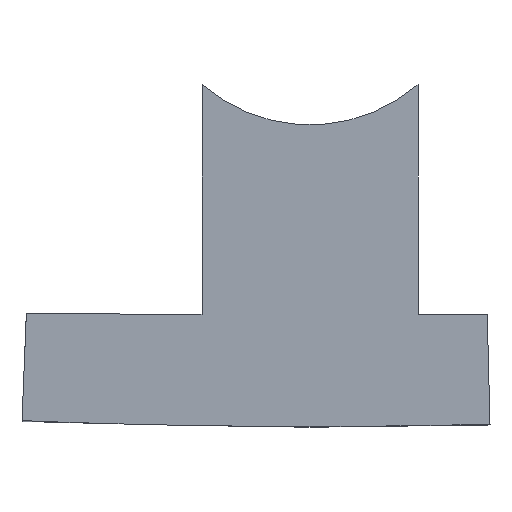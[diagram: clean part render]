
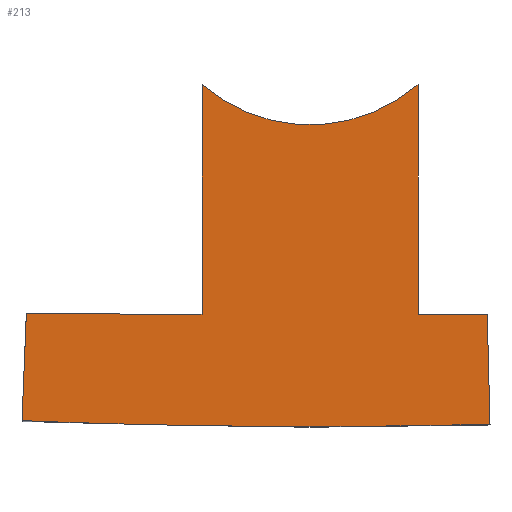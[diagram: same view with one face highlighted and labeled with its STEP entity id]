
A CAD part, left-side view. The second image highlights one B-rep face of the part: STEP entity #213.
In plain terms, the highlighted planar face has unit normal (-1, 0, 0).
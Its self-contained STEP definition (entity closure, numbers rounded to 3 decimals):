
#55=FACE_OUTER_BOUND('',#65,.T.);
#65=EDGE_LOOP('',(#171,#172,#173,#174,#175,#176,#177,#178,#179));
#73=LINE('',#377,#83);
#78=LINE('',#399,#88);
#79=LINE('',#404,#89);
#80=LINE('',#410,#90);
#83=VECTOR('',#286,10.);
#88=VECTOR('',#309,10.);
#89=VECTOR('',#314,10.);
#90=VECTOR('',#319,10.);
#96=CIRCLE('',#247,46.);
#98=CIRCLE('',#251,9999.955);
#99=CIRCLE('',#252,1999.775);
#100=CIRCLE('',#253,1999.775);
#101=CIRCLE('',#254,9999.955);
#108=VERTEX_POINT('',#371);
#110=VERTEX_POINT('',#375);
#117=VERTEX_POINT('',#393);
#118=VERTEX_POINT('',#397);
#119=VERTEX_POINT('',#401);
#120=VERTEX_POINT('',#403);
#121=VERTEX_POINT('',#405);
#122=VERTEX_POINT('',#407);
#123=VERTEX_POINT('',#409);
#128=EDGE_CURVE('',#110,#108,#73,.T.);
#137=EDGE_CURVE('',#117,#110,#96,.T.);
#139=EDGE_CURVE('',#117,#118,#78,.T.);
#140=EDGE_CURVE('',#119,#118,#98,.T.);
#141=EDGE_CURVE('',#120,#119,#79,.T.);
#142=EDGE_CURVE('',#121,#120,#99,.T.);
#143=EDGE_CURVE('',#122,#121,#100,.T.);
#144=EDGE_CURVE('',#123,#122,#80,.T.);
#145=EDGE_CURVE('',#108,#123,#101,.T.);
#171=ORIENTED_EDGE('',*,*,#137,.F.);
#172=ORIENTED_EDGE('',*,*,#139,.T.);
#173=ORIENTED_EDGE('',*,*,#140,.F.);
#174=ORIENTED_EDGE('',*,*,#141,.F.);
#175=ORIENTED_EDGE('',*,*,#142,.F.);
#176=ORIENTED_EDGE('',*,*,#143,.F.);
#177=ORIENTED_EDGE('',*,*,#144,.F.);
#178=ORIENTED_EDGE('',*,*,#145,.F.);
#179=ORIENTED_EDGE('',*,*,#128,.F.);
#206=PLANE('',#250);
#213=ADVANCED_FACE('',(#55),#206,.F.);
#247=AXIS2_PLACEMENT_3D('',#395,#303,#304);
#250=AXIS2_PLACEMENT_3D('',#400,#310,#311);
#251=AXIS2_PLACEMENT_3D('',#402,#312,#313);
#252=AXIS2_PLACEMENT_3D('',#406,#315,#316);
#253=AXIS2_PLACEMENT_3D('',#408,#317,#318);
#254=AXIS2_PLACEMENT_3D('',#411,#320,#321);
#286=DIRECTION('',(0.,0.,-1.));
#303=DIRECTION('center_axis',(-1.,0.,0.));
#304=DIRECTION('ref_axis',(0.,1.,0.));
#309=DIRECTION('',(0.,0.,-1.));
#310=DIRECTION('center_axis',(1.,0.,0.));
#311=DIRECTION('ref_axis',(0.,0.,-1.));
#312=DIRECTION('center_axis',(-1.,0.,0.));
#313=DIRECTION('ref_axis',(0.,0.,1.));
#314=DIRECTION('',(0.,-0.04,0.999));
#315=DIRECTION('center_axis',(1.,0.,0.));
#316=DIRECTION('ref_axis',(0.,0.,1.));
#317=DIRECTION('center_axis',(1.,0.,0.));
#318=DIRECTION('ref_axis',(0.,0.,1.));
#319=DIRECTION('',(0.,-0.025,-1.));
#320=DIRECTION('center_axis',(-1.,0.,0.));
#321=DIRECTION('ref_axis',(0.,0.,1.));
#371=CARTESIAN_POINT('',(-30.,-30.,-98.644));
#375=CARTESIAN_POINT('',(-30.,-30.,-34.871));
#377=CARTESIAN_POINT('',(-30.,-30.,-98.734));
#393=CARTESIAN_POINT('',(-30.,30.,-34.871));
#395=CARTESIAN_POINT('Origin',(-30.,0.,0.));
#397=CARTESIAN_POINT('',(-30.,30.,-98.644));
#399=CARTESIAN_POINT('',(-30.,30.,-98.734));
#400=CARTESIAN_POINT('Origin',(-30.,0.,0.));
#401=CARTESIAN_POINT('',(-30.,78.798,-98.378));
#402=CARTESIAN_POINT('Origin',(-30.,0.,9901.266));
#403=CARTESIAN_POINT('',(-30.,79.991,-128.175));
#404=CARTESIAN_POINT('',(-30.,74.74,2.992));
#405=CARTESIAN_POINT('',(-30.,0.,-129.775));
#406=CARTESIAN_POINT('Origin',(-30.,0.,1870.));
#407=CARTESIAN_POINT('',(-30.,-49.994,-129.15));
#408=CARTESIAN_POINT('Origin',(-30.,0.,1870.));
#409=CARTESIAN_POINT('',(-30.,-49.23,-98.568));
#410=CARTESIAN_POINT('',(-30.,-46.735,1.169));
#411=CARTESIAN_POINT('Origin',(-30.,0.,9901.266));
